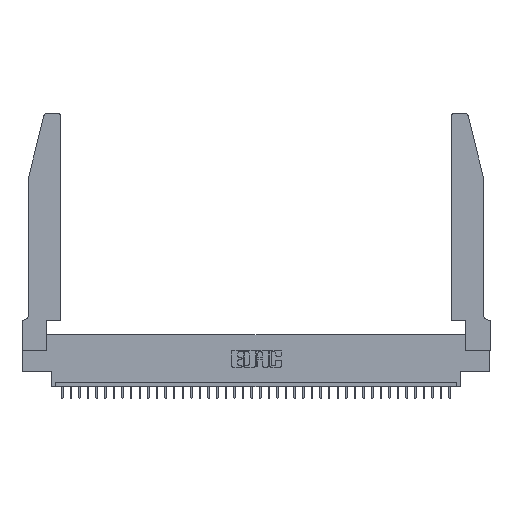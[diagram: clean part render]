
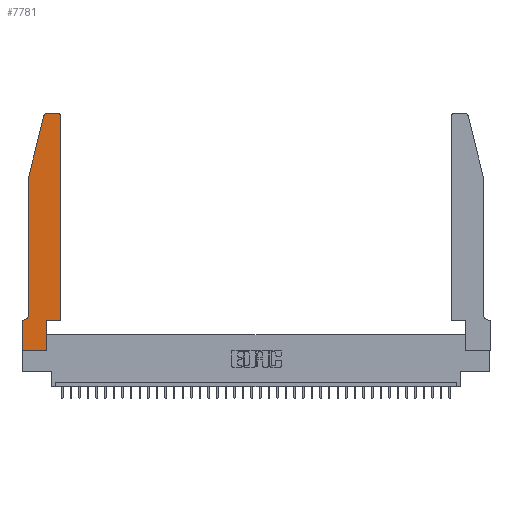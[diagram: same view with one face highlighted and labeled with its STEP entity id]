
A CAD part, top view. The second image highlights one B-rep face of the part: STEP entity #7781.
In plain terms, the highlighted planar face has unit normal (0, 0, 1).
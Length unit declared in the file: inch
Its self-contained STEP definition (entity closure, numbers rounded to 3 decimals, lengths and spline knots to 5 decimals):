
#15 = ORIENTED_EDGE ( 'NONE', *, *, #5044, .T. ) ;
#660 = ORIENTED_EDGE ( 'NONE', *, *, #22347, .T. ) ;
#666 = VECTOR ( 'NONE', #22380, 39.37008 ) ;
#990 = CIRCLE ( 'NONE', #17418, 0.07 ) ;
#1064 = VECTOR ( 'NONE', #14139, 39.37008 ) ;
#1092 = VERTEX_POINT ( 'NONE', #33905 ) ;
#1130 = DIRECTION ( 'NONE',  ( 0., 0., -1. ) ) ;
#1859 = EDGE_CURVE ( 'NONE', #10562, #25100, #27232, .T. ) ;
#2771 = VERTEX_POINT ( 'NONE', #15484 ) ;
#2869 = CARTESIAN_POINT ( 'NONE',  ( 0.4205, 2.75, 0.37 ) ) ;
#3663 = ORIENTED_EDGE ( 'NONE', *, *, #1859, .T. ) ;
#4373 = CARTESIAN_POINT ( 'NONE',  ( 0., 0.35, 0.37 ) ) ;
#4615 = AXIS2_PLACEMENT_3D ( 'NONE', #18487, #27367, #21245 ) ;
#4887 = ORIENTED_EDGE ( 'NONE', *, *, #17272, .T. ) ;
#5038 = CARTESIAN_POINT ( 'NONE',  ( 0.4505, 0.35, 0.37 ) ) ;
#5044 = EDGE_CURVE ( 'NONE', #11078, #30115, #35932, .T. ) ;
#5572 = CARTESIAN_POINT ( 'NONE',  ( 0., 0.35, 0.37 ) ) ;
#6480 = VERTEX_POINT ( 'NONE', #10208 ) ;
#6903 = DIRECTION ( 'NONE',  ( 1., 0., 0. ) ) ;
#7163 = VECTOR ( 'NONE', #7224, 39.37008 ) ;
#7224 = DIRECTION ( 'NONE',  ( 0., -1., 0. ) ) ;
#7263 = CARTESIAN_POINT ( 'NONE',  ( 0.0755, 2., 0.37 ) ) ;
#7444 = DIRECTION ( 'NONE',  ( -1., 0., 0. ) ) ;
#7519 = VECTOR ( 'NONE', #36705, 39.37008 ) ;
#7781 = ADVANCED_FACE ( 'NONE', ( #31260 ), #37564, .T. ) ;
#7887 = DIRECTION ( 'NONE',  ( 0., 0., 1. ) ) ;
#8995 = CIRCLE ( 'NONE', #4615, 0.03 ) ;
#9935 = EDGE_CURVE ( 'NONE', #36674, #33682, #15961, .T. ) ;
#10208 = CARTESIAN_POINT ( 'NONE',  ( 0.0755, 0.42, 0.37 ) ) ;
#10259 = EDGE_CURVE ( 'NONE', #1092, #23724, #8995, .T. ) ;
#10562 = VERTEX_POINT ( 'NONE', #36221 ) ;
#11078 = VERTEX_POINT ( 'NONE', #32517 ) ;
#12090 = ORIENTED_EDGE ( 'NONE', *, *, #9935, .T. ) ;
#12219 = LINE ( 'NONE', #30796, #16187 ) ;
#13064 = DIRECTION ( 'NONE',  ( 1., 0., 0. ) ) ;
#13391 = ORIENTED_EDGE ( 'NONE', *, *, #14518, .T. ) ;
#14139 = DIRECTION ( 'NONE',  ( 1., 0., 0. ) ) ;
#14518 = EDGE_CURVE ( 'NONE', #21520, #1092, #12219, .T. ) ;
#15484 = CARTESIAN_POINT ( 'NONE',  ( 0.0055, 0.35, 0.37 ) ) ;
#15961 = LINE ( 'NONE', #37096, #7163 ) ;
#16187 = VECTOR ( 'NONE', #27436, 39.37008 ) ;
#16303 = CIRCLE ( 'NONE', #20074, 0.03 ) ;
#16652 = CARTESIAN_POINT ( 'NONE',  ( 0.0755, 2., 0.37 ) ) ;
#16731 = CARTESIAN_POINT ( 'NONE',  ( 0.2865, 0.35, 0.37 ) ) ;
#17272 = EDGE_CURVE ( 'NONE', #25100, #11078, #37859, .T. ) ;
#17418 = AXIS2_PLACEMENT_3D ( 'NONE', #36911, #1130, #7444 ) ;
#18487 = CARTESIAN_POINT ( 'NONE',  ( 0.284, 2.72, 0.37 ) ) ;
#18923 = ORIENTED_EDGE ( 'NONE', *, *, #31149, .T. ) ;
#19794 = ORIENTED_EDGE ( 'NONE', *, *, #34422, .T. ) ;
#19903 = VECTOR ( 'NONE', #6903, 39.37008 ) ;
#20074 = AXIS2_PLACEMENT_3D ( 'NONE', #32028, #7887, #25698 ) ;
#20922 = DIRECTION ( 'NONE',  ( 0., 1., 0. ) ) ;
#20973 = EDGE_CURVE ( 'NONE', #2771, #36674, #32874, .T. ) ;
#21153 = ORIENTED_EDGE ( 'NONE', *, *, #10259, .T. ) ;
#21245 = DIRECTION ( 'NONE',  ( 1., 0., 0. ) ) ;
#21520 = VERTEX_POINT ( 'NONE', #2869 ) ;
#21580 = VECTOR ( 'NONE', #23973, 39.37008 ) ;
#22347 = EDGE_CURVE ( 'NONE', #23724, #24389, #34443, .T. ) ;
#22380 = DIRECTION ( 'NONE',  ( -0.239, -0.971, 0. ) ) ;
#23184 = DIRECTION ( 'NONE',  ( 0., -1., 0. ) ) ;
#23724 = VERTEX_POINT ( 'NONE', #38381 ) ;
#23973 = DIRECTION ( 'NONE',  ( -1., 0., 0. ) ) ;
#24389 = VERTEX_POINT ( 'NONE', #7263 ) ;
#24554 = CARTESIAN_POINT ( 'NONE',  ( 0.0755, 0.35, 0.37 ) ) ;
#24910 = ORIENTED_EDGE ( 'NONE', *, *, #31745, .T. ) ;
#25100 = VERTEX_POINT ( 'NONE', #16731 ) ;
#25698 = DIRECTION ( 'NONE',  ( 1., 0., 0. ) ) ;
#26153 = LINE ( 'NONE', #38204, #33701 ) ;
#26799 = EDGE_CURVE ( 'NONE', #24389, #6480, #26153, .T. ) ;
#26831 = CARTESIAN_POINT ( 'NONE',  ( 0.2865, 0.35, 0.37 ) ) ;
#27089 = LINE ( 'NONE', #30255, #19903 ) ;
#27232 = LINE ( 'NONE', #26831, #28917 ) ;
#27367 = DIRECTION ( 'NONE',  ( 0., 0., 1. ) ) ;
#27436 = DIRECTION ( 'NONE',  ( -1., 0., 0. ) ) ;
#28917 = VECTOR ( 'NONE', #20922, 39.37008 ) ;
#30115 = VERTEX_POINT ( 'NONE', #30930 ) ;
#30255 = CARTESIAN_POINT ( 'NONE',  ( 0., 0., 0.37 ) ) ;
#30796 = CARTESIAN_POINT ( 'NONE',  ( 0.2605, 2.75, 0.37 ) ) ;
#30930 = CARTESIAN_POINT ( 'NONE',  ( 0.4505, 2.72, 0.37 ) ) ;
#31149 = EDGE_CURVE ( 'NONE', #33682, #10562, #27089, .T. ) ;
#31260 = FACE_OUTER_BOUND ( 'NONE', #32810, .T. ) ;
#31745 = EDGE_CURVE ( 'NONE', #6480, #2771, #990, .T. ) ;
#32028 = CARTESIAN_POINT ( 'NONE',  ( 0.4205, 2.72, 0.37 ) ) ;
#32246 = ORIENTED_EDGE ( 'NONE', *, *, #20973, .T. ) ;
#32517 = CARTESIAN_POINT ( 'NONE',  ( 0.4505, 0.35, 0.37 ) ) ;
#32810 = EDGE_LOOP ( 'NONE', ( #13391, #21153, #660, #37019, #24910, #32246, #12090, #18923, #3663, #4887, #15, #19794 ) ) ;
#32874 = LINE ( 'NONE', #24554, #21580 ) ;
#33363 = CARTESIAN_POINT ( 'NONE',  ( 0.4505, 0.35, 0.37 ) ) ;
#33682 = VERTEX_POINT ( 'NONE', #36055 ) ;
#33701 = VECTOR ( 'NONE', #23184, 39.37008 ) ;
#33905 = CARTESIAN_POINT ( 'NONE',  ( 0.284, 2.75, 0.37 ) ) ;
#34422 = EDGE_CURVE ( 'NONE', #30115, #21520, #16303, .T. ) ;
#34443 = LINE ( 'NONE', #16652, #666 ) ;
#35932 = LINE ( 'NONE', #33363, #7519 ) ;
#36055 = CARTESIAN_POINT ( 'NONE',  ( 0., 0., 0.37 ) ) ;
#36221 = CARTESIAN_POINT ( 'NONE',  ( 0.2865, 0., 0.37 ) ) ;
#36674 = VERTEX_POINT ( 'NONE', #5572 ) ;
#36705 = DIRECTION ( 'NONE',  ( 0., 1., 0. ) ) ;
#36911 = CARTESIAN_POINT ( 'NONE',  ( 0.0055, 0.42, 0.37 ) ) ;
#37019 = ORIENTED_EDGE ( 'NONE', *, *, #26799, .T. ) ;
#37096 = CARTESIAN_POINT ( 'NONE',  ( 0., 0., 0.37 ) ) ;
#37376 = AXIS2_PLACEMENT_3D ( 'NONE', #4373, #37767, #13064 ) ;
#37564 = PLANE ( 'NONE',  #37376 ) ;
#37767 = DIRECTION ( 'NONE',  ( 0., 0., 1. ) ) ;
#37859 = LINE ( 'NONE', #5038, #1064 ) ;
#38204 = CARTESIAN_POINT ( 'NONE',  ( 0.0755, 2., 0.37 ) ) ;
#38381 = CARTESIAN_POINT ( 'NONE',  ( 0.25487, 2.72718, 0.37 ) ) ;
